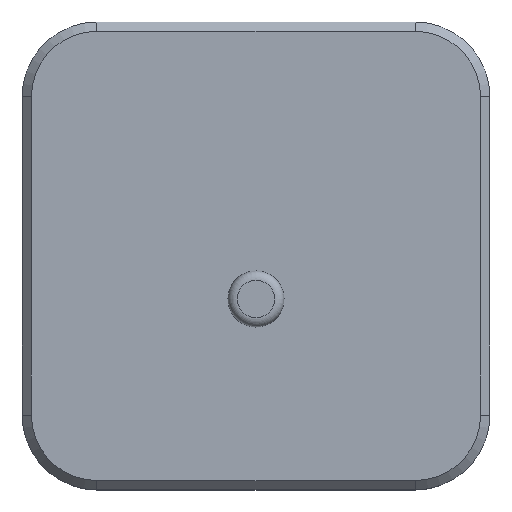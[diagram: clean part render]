
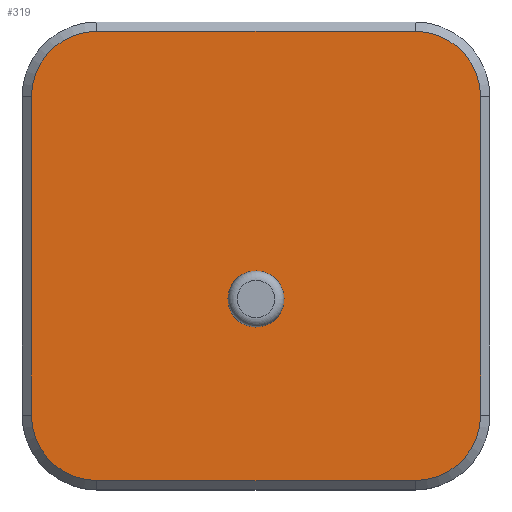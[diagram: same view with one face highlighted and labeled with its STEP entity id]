
A CAD part, top view. The second image highlights one B-rep face of the part: STEP entity #319.
In plain terms, the highlighted planar face has unit normal (0, 0, 1).
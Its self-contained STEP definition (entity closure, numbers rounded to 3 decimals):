
#319=ADVANCED_FACE('',(#557,#559),#561,.T.);
#557=FACE_BOUND('',#558,.T.);
#558=EDGE_LOOP('',(#694,#695,#696,#697,#698,#699,#700,#701));
#559=FACE_BOUND('',#560,.T.);
#560=EDGE_LOOP('',(#702));
#561=PLANE('',#562);
#562=AXIS2_PLACEMENT_3D('',#563,#564,#565);
#563=CARTESIAN_POINT('',(0.,0.,4.));
#564=DIRECTION('',(0.,0.,1.));
#565=DIRECTION('',(1.,0.,0.));
#694=ORIENTED_EDGE('',*,*,#755,.T.);
#695=ORIENTED_EDGE('',*,*,#753,.T.);
#696=ORIENTED_EDGE('',*,*,#751,.T.);
#697=ORIENTED_EDGE('',*,*,#765,.T.);
#698=ORIENTED_EDGE('',*,*,#763,.T.);
#699=ORIENTED_EDGE('',*,*,#761,.T.);
#700=ORIENTED_EDGE('',*,*,#759,.T.);
#701=ORIENTED_EDGE('',*,*,#757,.T.);
#702=ORIENTED_EDGE('',*,*,#766,.F.);
#751=EDGE_CURVE('',#842,#840,#843,.T.);
#753=EDGE_CURVE('',#845,#842,#846,.T.);
#755=EDGE_CURVE('',#848,#845,#849,.T.);
#757=EDGE_CURVE('',#851,#848,#852,.T.);
#759=EDGE_CURVE('',#854,#851,#855,.T.);
#761=EDGE_CURVE('',#857,#854,#858,.T.);
#763=EDGE_CURVE('',#860,#857,#861,.T.);
#765=EDGE_CURVE('',#840,#860,#863,.T.);
#766=EDGE_CURVE('',#864,#864,#865,.T.);
#840=VERTEX_POINT('',#1044);
#842=VERTEX_POINT('',#1048);
#843=LINE('',#1049,#1050);
#845=VERTEX_POINT('',#1055);
#846=CIRCLE('',#1056,3.5);
#848=VERTEX_POINT('',#1063);
#849=LINE('',#1064,#1065);
#851=VERTEX_POINT('',#1070);
#852=CIRCLE('',#1071,3.5);
#854=VERTEX_POINT('',#1078);
#855=LINE('',#1079,#1080);
#857=VERTEX_POINT('',#1085);
#858=CIRCLE('',#1086,3.5);
#860=VERTEX_POINT('',#1093);
#861=LINE('',#1094,#1095);
#863=CIRCLE('',#1100,3.5);
#864=VERTEX_POINT('',#1104);
#865=CIRCLE('',#1105,1.5);
#1044=CARTESIAN_POINT('',(-8.5,12.,4.));
#1048=CARTESIAN_POINT('',(8.5,12.,4.));
#1049=CARTESIAN_POINT('',(8.5,12.,4.));
#1050=VECTOR('',#1051,1.);
#1051=DIRECTION('',(-1.,0.,0.));
#1055=CARTESIAN_POINT('',(12.,8.5,4.));
#1056=AXIS2_PLACEMENT_3D('',#1057,#1058,#1059);
#1057=CARTESIAN_POINT('',(8.5,8.5,4.));
#1058=DIRECTION('',(0.,0.,1.));
#1059=DIRECTION('',(1.,0.,0.));
#1063=CARTESIAN_POINT('',(12.,-8.5,4.));
#1064=CARTESIAN_POINT('',(12.,-8.5,4.));
#1065=VECTOR('',#1066,1.);
#1066=DIRECTION('',(0.,1.,0.));
#1070=CARTESIAN_POINT('',(8.5,-12.,4.));
#1071=AXIS2_PLACEMENT_3D('',#1072,#1073,#1074);
#1072=CARTESIAN_POINT('',(8.5,-8.5,4.));
#1073=DIRECTION('',(-0.,0.,1.));
#1074=DIRECTION('',(0.,-1.,0.));
#1078=CARTESIAN_POINT('',(-8.5,-12.,4.));
#1079=CARTESIAN_POINT('',(-8.5,-12.,4.));
#1080=VECTOR('',#1081,1.);
#1081=DIRECTION('',(1.,0.,0.));
#1085=CARTESIAN_POINT('',(-12.,-8.5,4.));
#1086=AXIS2_PLACEMENT_3D('',#1087,#1088,#1089);
#1087=CARTESIAN_POINT('',(-8.5,-8.5,4.));
#1088=DIRECTION('',(0.,-0.,1.));
#1089=DIRECTION('',(-1.,0.,0.));
#1093=CARTESIAN_POINT('',(-12.,8.5,4.));
#1094=CARTESIAN_POINT('',(-12.,8.5,4.));
#1095=VECTOR('',#1096,1.);
#1096=DIRECTION('',(0.,-1.,0.));
#1100=AXIS2_PLACEMENT_3D('',#1101,#1102,#1103);
#1101=CARTESIAN_POINT('',(-8.5,8.5,4.));
#1102=DIRECTION('',(0.,-0.,1.));
#1103=DIRECTION('',(0.,1.,0.));
#1104=CARTESIAN_POINT('',(1.5,-2.3,4.));
#1105=AXIS2_PLACEMENT_3D('',#1106,#1107,#1108);
#1106=CARTESIAN_POINT('',(0.,-2.3,4.));
#1107=DIRECTION('',(0.,0.,1.));
#1108=DIRECTION('',(1.,0.,0.));
